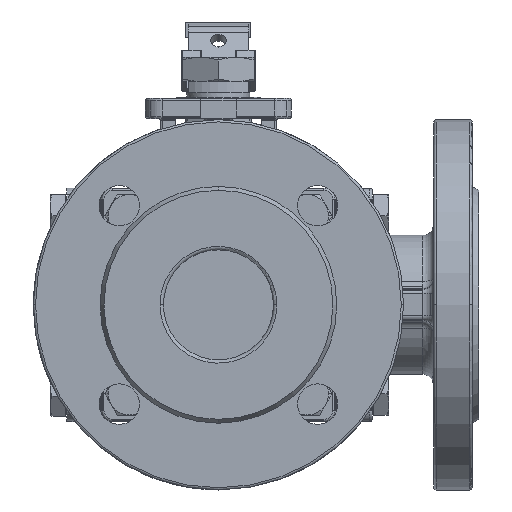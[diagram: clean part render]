
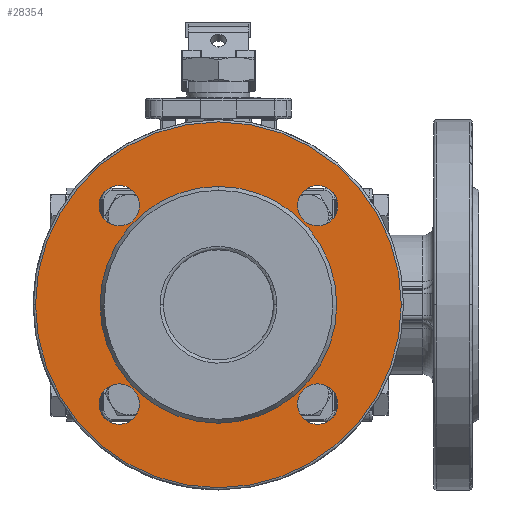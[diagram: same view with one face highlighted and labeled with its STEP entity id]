
A CAD part, left-side view. The second image highlights one B-rep face of the part: STEP entity #28354.
In plain terms, the highlighted planar face has unit normal (-1, 0, 0).
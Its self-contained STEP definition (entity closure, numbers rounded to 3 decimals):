
#23182=CARTESIAN_POINT('',(-113.,-35.194,-44.194));
#23183=VERTEX_POINT('',#23182);
#23192=CARTESIAN_POINT('',(-113.,-53.194,-44.194));
#23193=VERTEX_POINT('',#23192);
#23194=CARTESIAN_POINT('',(-113.,-44.194,-44.194));
#23195=DIRECTION('',(1.,0.,-0.));
#23196=DIRECTION('',(-0.,1.,-0.));
#23197=AXIS2_PLACEMENT_3D('',#23194,#23195,#23196);
#23198=CIRCLE('',#23197,9.);
#23199=EDGE_CURVE('',#23193,#23183,#23198,.T.);
#23224=CARTESIAN_POINT('',(-113.,53.194,-44.194));
#23225=VERTEX_POINT('',#23224);
#23234=CARTESIAN_POINT('',(-113.,35.194,-44.194));
#23235=VERTEX_POINT('',#23234);
#23236=CARTESIAN_POINT('',(-113.,44.194,-44.194));
#23237=DIRECTION('',(1.,0.,-0.));
#23238=DIRECTION('',(-0.,1.,-0.));
#23239=AXIS2_PLACEMENT_3D('',#23236,#23237,#23238);
#23240=CIRCLE('',#23239,9.);
#23241=EDGE_CURVE('',#23235,#23225,#23240,.T.);
#23266=CARTESIAN_POINT('',(-113.,53.194,44.194));
#23267=VERTEX_POINT('',#23266);
#23276=CARTESIAN_POINT('',(-113.,35.194,44.194));
#23277=VERTEX_POINT('',#23276);
#23278=CARTESIAN_POINT('',(-113.,44.194,44.194));
#23279=DIRECTION('',(1.,0.,-0.));
#23280=DIRECTION('',(-0.,1.,-0.));
#23281=AXIS2_PLACEMENT_3D('',#23278,#23279,#23280);
#23282=CIRCLE('',#23281,9.);
#23283=EDGE_CURVE('',#23277,#23267,#23282,.T.);
#23308=CARTESIAN_POINT('',(-113.,-35.194,44.194));
#23309=VERTEX_POINT('',#23308);
#23318=CARTESIAN_POINT('',(-113.,-53.194,44.194));
#23319=VERTEX_POINT('',#23318);
#23320=CARTESIAN_POINT('',(-113.,-44.194,44.194));
#23321=DIRECTION('',(1.,0.,-0.));
#23322=DIRECTION('',(-0.,1.,-0.));
#23323=AXIS2_PLACEMENT_3D('',#23320,#23321,#23322);
#23324=CIRCLE('',#23323,9.);
#23325=EDGE_CURVE('',#23319,#23309,#23324,.T.);
#24110=CARTESIAN_POINT('',(-113.,-81.5,0.));
#24111=VERTEX_POINT('',#24110);
#24121=CARTESIAN_POINT('',(-113.,81.5,-0.));
#24122=VERTEX_POINT('',#24121);
#24123=CARTESIAN_POINT('',(-113.,0.,0.));
#24124=DIRECTION('',(1.,0.,0.));
#24125=DIRECTION('',(0.,-1.,0.));
#24126=AXIS2_PLACEMENT_3D('',#24123,#24124,#24125);
#24127=CIRCLE('',#24126,81.5);
#24128=EDGE_CURVE('',#24111,#24122,#24127,.T.);
#24155=CARTESIAN_POINT('',(-113.,-0.,-52.732));
#24156=VERTEX_POINT('',#24155);
#24172=CARTESIAN_POINT('',(-113.,-0.,52.732));
#24173=VERTEX_POINT('',#24172);
#24180=CARTESIAN_POINT('',(-113.,0.,0.));
#24181=DIRECTION('',(1.,0.,-0.));
#24182=DIRECTION('',(0.,-0.,-1.));
#24183=AXIS2_PLACEMENT_3D('',#24180,#24181,#24182);
#24184=CIRCLE('',#24183,52.732);
#24185=EDGE_CURVE('',#24156,#24173,#24184,.T.);
#28020=CARTESIAN_POINT('',(-113.,0.,0.));
#28021=DIRECTION('',(1.,0.,-0.));
#28022=DIRECTION('',(0.,-0.,-1.));
#28023=AXIS2_PLACEMENT_3D('',#28020,#28021,#28022);
#28024=CIRCLE('',#28023,52.732);
#28025=EDGE_CURVE('',#24173,#24156,#28024,.T.);
#28047=CARTESIAN_POINT('',(-113.,0.,0.));
#28048=DIRECTION('',(1.,0.,0.));
#28049=DIRECTION('',(0.,-1.,0.));
#28050=AXIS2_PLACEMENT_3D('',#28047,#28048,#28049);
#28051=CIRCLE('',#28050,81.5);
#28052=EDGE_CURVE('',#24122,#24111,#28051,.T.);
#28301=CARTESIAN_POINT('',(-113.,0.,-67.616));
#28302=DIRECTION('',(-1.,-0.,0.));
#28303=DIRECTION('',(-0.,1.,0.));
#28304=AXIS2_PLACEMENT_3D('',#28301,#28302,#28303);
#28305=PLANE('',#28304);
#28306=ORIENTED_EDGE('',*,*,#28052,.F.);
#28307=ORIENTED_EDGE('',*,*,#24128,.F.);
#28308=EDGE_LOOP('',(#28306,#28307));
#28309=FACE_BOUND('',#28308,.T.);
#28310=ORIENTED_EDGE('',*,*,#28025,.T.);
#28311=ORIENTED_EDGE('',*,*,#24185,.T.);
#28312=EDGE_LOOP('',(#28310,#28311));
#28313=FACE_BOUND('',#28312,.T.);
#28314=ORIENTED_EDGE('',*,*,#23199,.T.);
#28315=CARTESIAN_POINT('',(-113.,-44.194,-44.194));
#28316=DIRECTION('',(1.,0.,-0.));
#28317=DIRECTION('',(-0.,1.,-0.));
#28318=AXIS2_PLACEMENT_3D('',#28315,#28316,#28317);
#28319=CIRCLE('',#28318,9.);
#28320=EDGE_CURVE('',#23183,#23193,#28319,.T.);
#28321=ORIENTED_EDGE('',*,*,#28320,.T.);
#28322=EDGE_LOOP('',(#28314,#28321));
#28323=FACE_BOUND('',#28322,.T.);
#28324=ORIENTED_EDGE('',*,*,#23241,.T.);
#28325=CARTESIAN_POINT('',(-113.,44.194,-44.194));
#28326=DIRECTION('',(1.,0.,-0.));
#28327=DIRECTION('',(-0.,1.,-0.));
#28328=AXIS2_PLACEMENT_3D('',#28325,#28326,#28327);
#28329=CIRCLE('',#28328,9.);
#28330=EDGE_CURVE('',#23225,#23235,#28329,.T.);
#28331=ORIENTED_EDGE('',*,*,#28330,.T.);
#28332=EDGE_LOOP('',(#28324,#28331));
#28333=FACE_BOUND('',#28332,.T.);
#28334=ORIENTED_EDGE('',*,*,#23283,.T.);
#28335=CARTESIAN_POINT('',(-113.,44.194,44.194));
#28336=DIRECTION('',(1.,0.,-0.));
#28337=DIRECTION('',(-0.,1.,-0.));
#28338=AXIS2_PLACEMENT_3D('',#28335,#28336,#28337);
#28339=CIRCLE('',#28338,9.);
#28340=EDGE_CURVE('',#23267,#23277,#28339,.T.);
#28341=ORIENTED_EDGE('',*,*,#28340,.T.);
#28342=EDGE_LOOP('',(#28334,#28341));
#28343=FACE_BOUND('',#28342,.T.);
#28344=ORIENTED_EDGE('',*,*,#23325,.T.);
#28345=CARTESIAN_POINT('',(-113.,-44.194,44.194));
#28346=DIRECTION('',(1.,0.,-0.));
#28347=DIRECTION('',(-0.,1.,-0.));
#28348=AXIS2_PLACEMENT_3D('',#28345,#28346,#28347);
#28349=CIRCLE('',#28348,9.);
#28350=EDGE_CURVE('',#23309,#23319,#28349,.T.);
#28351=ORIENTED_EDGE('',*,*,#28350,.T.);
#28352=EDGE_LOOP('',(#28344,#28351));
#28353=FACE_BOUND('',#28352,.T.);
#28354=ADVANCED_FACE('',(#28309,#28313,#28323,#28333,#28343,#28353),#28305,.T.);
